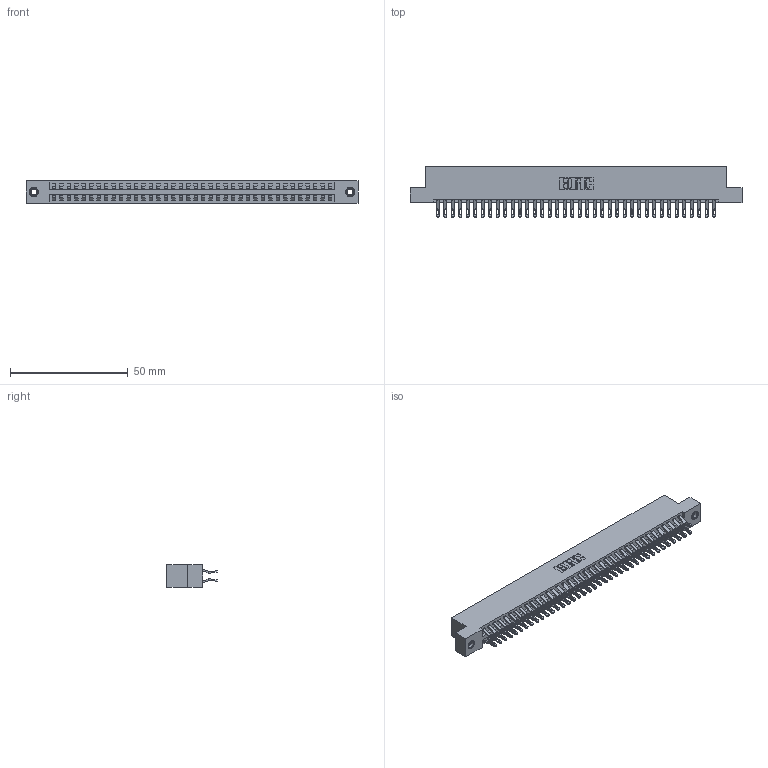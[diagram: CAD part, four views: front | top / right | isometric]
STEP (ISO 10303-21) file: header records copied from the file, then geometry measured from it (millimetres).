
FILE_DESCRIPTION (( 'STEP AP203' ), '1' );
FILE_NAME ('346-076-555-207.STEP', '2018-08-29T04:22:36', ( '' ), ( '' ), 'SwSTEP 2.0', 'SolidWorks 2016', '' );
FILE_SCHEMA (( 'CONFIG_CONTROL_DESIGN' ));
Length unit declared in the file: inch
Products named in the file (4): 346 Part_Flush Mounting Lugs - 0.156 Dia-TI; 345-292-001_555 Tail; 345-250-001_345-250-005-103; 346-076-555-207
Assembly tree (79 placements, depth 2):
  346-076-555-207
    346 Part_Flush Mounting Lugs - 0.156 Dia-TI
    345-292-001_555 Tail  x76
    345-250-001_345-250-005-103  x2
Bounding box: 141.22 x 21.46 x 9.4 mm (x, y, z)
Volume: 13947 mm3; surface area: 19927.7 mm2
Topology: 79 solids, 79 shells, 4590 faces, 14373 edges, 9574 vertices
Faces by surface type: plane 2616, cylinder 1958, cone 12, torus 4
Entity records: 26850 total; most frequent: CARTESIAN_POINT 4449, ORIENTED_EDGE 4346, DIRECTION 3967, EDGE_CURVE 2173, VECTOR 1849, LINE 1849, VERTEX_POINT 1444, AXIS2_PLACEMENT_3D 1059
